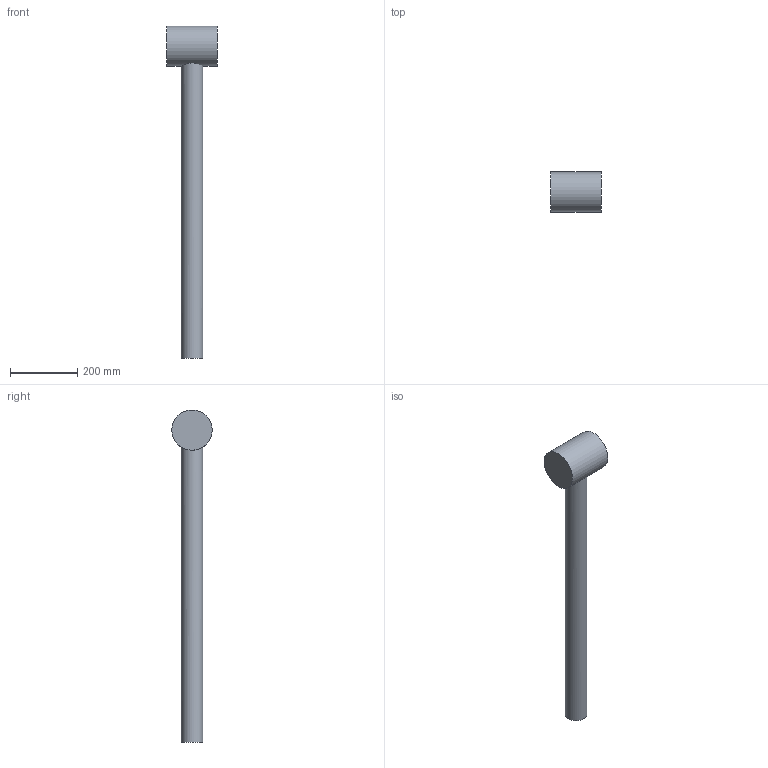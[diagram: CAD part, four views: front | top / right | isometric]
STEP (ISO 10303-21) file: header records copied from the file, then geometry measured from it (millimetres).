
FILE_DESCRIPTION(/* description */ (''),/* implementation_level */ '2;1');
FILE_NAME(/* name */ 'CarriageFreeLiftRod.step',/* time_stamp */ '2025-05-27T21:09:56-04:00',/* author */ (''),/* organization */ (''),/* preprocessor_version */ 'ST-DEVELOPER v20.1',/* originating_system */ 'Autodesk Translation Framework v14.10.0.0',/* authorisation */ '');
FILE_SCHEMA (('AUTOMOTIVE_DESIGN { 1 0 10303 214 3 1 1 }'));
Length unit declared in the file: millimetre
Products named in the file (1): CarriageFreeLiftRod
Bounding box: 150 x 119.54 x 989.77 mm (x, y, z)
Volume: 4590960.3 mm3; surface area: 257642.5 mm2
Topology: 1 solids, 1 shells, 5 faces, 7 edges, 5 vertices
Faces by surface type: plane 3, cylinder 2
Full cylindrical faces by diameter (mm): 65 x1, 120 x1
Entity records: 207 total; most frequent: CARTESIAN_POINT 84, DIRECTION 20, ORIENTED_EDGE 14, AXIS2_PLACEMENT_3D 9, EDGE_CURVE 7, EDGE_LOOP 6, FACE_OUTER_BOUND 5, VERTEX_POINT 5
